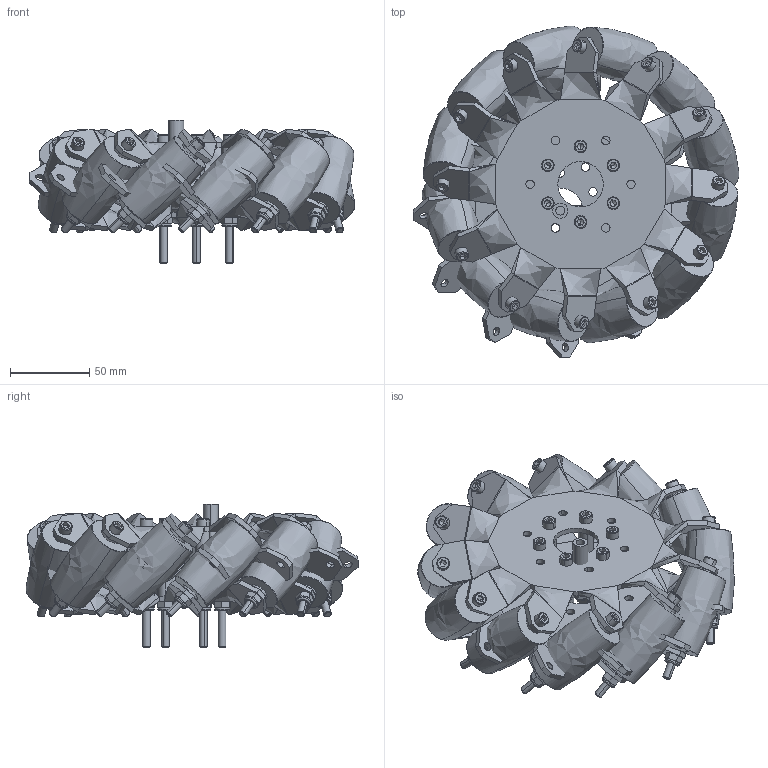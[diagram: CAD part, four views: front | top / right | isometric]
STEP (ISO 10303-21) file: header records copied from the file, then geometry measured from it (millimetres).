
FILE_DESCRIPTION( ( 'Unknown' ), '1' );
FILE_NAME( '8 mecanum left with roller.stp', 'Unknown', ( 'Unknown' ), ( 'Unknown' ), 'XStep 1.0', 'Unknown', ' ' );
FILE_SCHEMA( ( 'CONFIG_CONTROL_DESIGN' ) );
Length unit declared in the file: millimetre
Products named in the file (9): Assem1; #10 LockNut; Middle Axle; MBC Bushing MU04TH04; washer; SHCS 10-32x3_SHCS 10-32x3; Mid Roller III; 8 Mecanum Plate Left; Spacer5
Bounding box: 205.16 x 209.07 x 90.2 mm (x, y, z)
Volume: 678760.6 mm3; surface area: 307837 mm2
Topology: 124 solids, 124 shells, 2444 faces, 5411 edges, 3260 vertices
Faces by surface type: plane 978, cylinder 641, torus 313, sphere 228, bspline 170, cone 114
Full cylindrical faces by diameter (mm): 4.039 x19, 6.654 x19, 9.525 x19
Entity records: 11350 total; most frequent: CARTESIAN_POINT 2976, DIRECTION 1746, ORIENTED_EDGE 1508, EDGE_CURVE 754, AXIS2_PLACEMENT_3D 619, LINE 508, VECTOR 508, VERTEX_POINT 467
